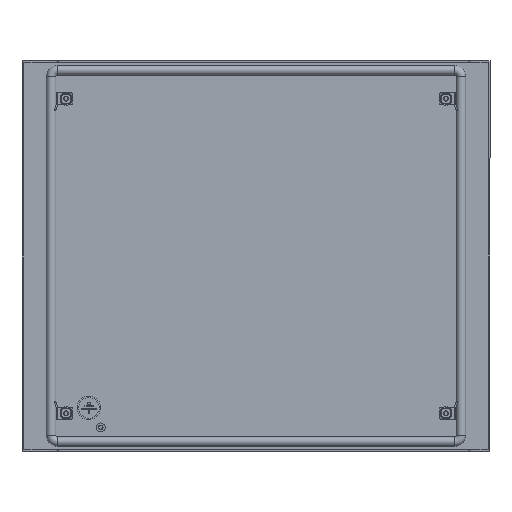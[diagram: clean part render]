
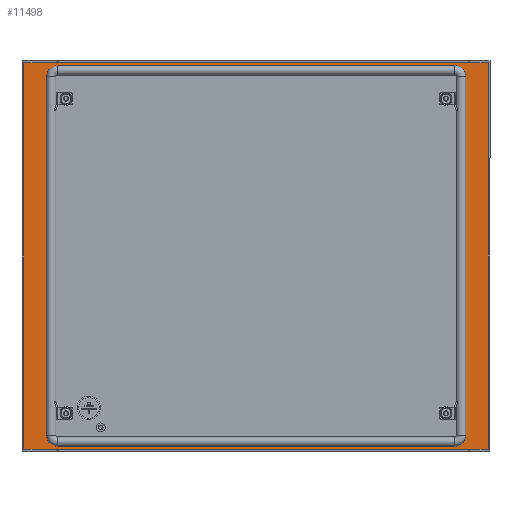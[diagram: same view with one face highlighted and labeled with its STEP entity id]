
A CAD part, left-side view. The second image highlights one B-rep face of the part: STEP entity #11498.
In plain terms, the highlighted planar face has unit normal (-1, 0, 0).
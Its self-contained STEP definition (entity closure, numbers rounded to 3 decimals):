
#521 = ORIENTED_EDGE ( 'NONE', *, *, #19057, .F. ) ;
#611 = EDGE_CURVE ( 'NONE', #15457, #4165, #3639, .T. ) ;
#651 = DIRECTION ( 'NONE',  ( 1., 0., 0. ) ) ;
#674 = FACE_BOUND ( 'NONE', #13754, .T. ) ;
#1150 = CARTESIAN_POINT ( 'NONE',  ( -2., 295.5, 0. ) ) ;
#1424 = CARTESIAN_POINT ( 'NONE',  ( -2., 0., -246. ) ) ;
#1692 = CARTESIAN_POINT ( 'NONE',  ( -2., -266.5, 228. ) ) ;
#1695 = VECTOR ( 'NONE', #1748, 1000. ) ;
#1748 = DIRECTION ( 'NONE',  ( 0., 1., 0. ) ) ;
#1754 = DIRECTION ( 'NONE',  ( 0., -1., 0. ) ) ;
#1846 = CARTESIAN_POINT ( 'NONE',  ( -2., 252.5, 228. ) ) ;
#2298 = EDGE_CURVE ( 'NONE', #3678, #7210, #4576, .T. ) ;
#2604 = ORIENTED_EDGE ( 'NONE', *, *, #5595, .T. ) ;
#2701 = EDGE_CURVE ( 'NONE', #17352, #3826, #10558, .T. ) ;
#3130 = VECTOR ( 'NONE', #11482, 1000. ) ;
#3139 = DIRECTION ( 'NONE',  ( 0., 0., -1. ) ) ;
#3245 = AXIS2_PLACEMENT_3D ( 'NONE', #11254, #9492, #1754 ) ;
#3307 = LINE ( 'NONE', #9587, #1695 ) ;
#3356 = AXIS2_PLACEMENT_3D ( 'NONE', #11912, #10469, #8806 ) ;
#3568 = CARTESIAN_POINT ( 'NONE',  ( -2., 266.5, -228. ) ) ;
#3632 = EDGE_LOOP ( 'NONE', ( #9411, #17648, #14220, #20205 ) ) ;
#3639 = LINE ( 'NONE', #19340, #3130 ) ;
#3678 = VERTEX_POINT ( 'NONE', #1692 ) ;
#3801 = VECTOR ( 'NONE', #14024, 1000. ) ;
#3826 = VERTEX_POINT ( 'NONE', #10253 ) ;
#4023 = ORIENTED_EDGE ( 'NONE', *, *, #11874, .T. ) ;
#4165 = VERTEX_POINT ( 'NONE', #8247 ) ;
#4576 = LINE ( 'NONE', #7559, #15420 ) ;
#4821 = VECTOR ( 'NONE', #6522, 1000. ) ;
#4959 = EDGE_CURVE ( 'NONE', #13965, #19649, #19474, .T. ) ;
#5081 = AXIS2_PLACEMENT_3D ( 'NONE', #14517, #8397, #9643 ) ;
#5374 = CARTESIAN_POINT ( 'NONE',  ( -2., 266.5, -228. ) ) ;
#5595 = EDGE_CURVE ( 'NONE', #20053, #16716, #8883, .T. ) ;
#6118 = EDGE_CURVE ( 'NONE', #19649, #17352, #6780, .T. ) ;
#6264 = CARTESIAN_POINT ( 'NONE',  ( -2., -266.5, -228. ) ) ;
#6522 = DIRECTION ( 'NONE',  ( 0., 0., 1. ) ) ;
#6576 = DIRECTION ( 'NONE',  ( 0., 0., 1. ) ) ;
#6721 = AXIS2_PLACEMENT_3D ( 'NONE', #8265, #651, #9931 ) ;
#6780 = LINE ( 'NONE', #13098, #18431 ) ;
#7210 = VERTEX_POINT ( 'NONE', #6264 ) ;
#7381 = ORIENTED_EDGE ( 'NONE', *, *, #2298, .T. ) ;
#7497 = EDGE_CURVE ( 'NONE', #4165, #16716, #12101, .T. ) ;
#7559 = CARTESIAN_POINT ( 'NONE',  ( -2., -266.5, 0. ) ) ;
#8124 = DIRECTION ( 'NONE',  ( -1., 0., 0. ) ) ;
#8247 = CARTESIAN_POINT ( 'NONE',  ( -2., 252.5, 242. ) ) ;
#8265 = CARTESIAN_POINT ( 'NONE',  ( -2., 252.5, -228. ) ) ;
#8397 = DIRECTION ( 'NONE',  ( 1., 0., 0. ) ) ;
#8461 = VECTOR ( 'NONE', #18418, 1000. ) ;
#8622 = CIRCLE ( 'NONE', #3356, 14. ) ;
#8806 = DIRECTION ( 'NONE',  ( 0., -1., 0. ) ) ;
#8883 = LINE ( 'NONE', #5374, #8461 ) ;
#8965 = EDGE_CURVE ( 'NONE', #3826, #13965, #15581, .T. ) ;
#9183 = VERTEX_POINT ( 'NONE', #18374 ) ;
#9364 = ORIENTED_EDGE ( 'NONE', *, *, #7497, .F. ) ;
#9411 = ORIENTED_EDGE ( 'NONE', *, *, #4959, .T. ) ;
#9492 = DIRECTION ( 'NONE',  ( 1., 0., 0. ) ) ;
#9587 = CARTESIAN_POINT ( 'NONE',  ( -2., -252.5, -242. ) ) ;
#9643 = DIRECTION ( 'NONE',  ( 0., 1., 0. ) ) ;
#9931 = DIRECTION ( 'NONE',  ( 0., 0., -1. ) ) ;
#10026 = CARTESIAN_POINT ( 'NONE',  ( -2., -252.5, 242. ) ) ;
#10132 = CARTESIAN_POINT ( 'NONE',  ( -2., -295.5, -246. ) ) ;
#10253 = CARTESIAN_POINT ( 'NONE',  ( -2., 295.5, -246. ) ) ;
#10375 = CIRCLE ( 'NONE', #6721, 14. ) ;
#10469 = DIRECTION ( 'NONE',  ( -1., 0., 0. ) ) ;
#10558 = LINE ( 'NONE', #1150, #20405 ) ;
#11020 = CARTESIAN_POINT ( 'NONE',  ( -2., -295.5, 246. ) ) ;
#11254 = CARTESIAN_POINT ( 'NONE',  ( -2., -252.5, -228. ) ) ;
#11302 = FACE_OUTER_BOUND ( 'NONE', #3632, .T. ) ;
#11482 = DIRECTION ( 'NONE',  ( 0., 1., 0. ) ) ;
#11498 = ADVANCED_FACE ( 'NONE', ( #11302, #674 ), #14833, .F. ) ;
#11874 = EDGE_CURVE ( 'NONE', #14918, #20053, #10375, .T. ) ;
#11912 = CARTESIAN_POINT ( 'NONE',  ( -2., -252.5, 228. ) ) ;
#12101 = CIRCLE ( 'NONE', #12762, 14. ) ;
#12762 = AXIS2_PLACEMENT_3D ( 'NONE', #1846, #8124, #6576 ) ;
#13098 = CARTESIAN_POINT ( 'NONE',  ( -2., 0., 246. ) ) ;
#13754 = EDGE_LOOP ( 'NONE', ( #521, #7381, #19412, #16156, #4023, #2604, #9364, #20406 ) ) ;
#13965 = VERTEX_POINT ( 'NONE', #10132 ) ;
#14024 = DIRECTION ( 'NONE',  ( 0., -1., 0. ) ) ;
#14220 = ORIENTED_EDGE ( 'NONE', *, *, #2701, .T. ) ;
#14309 = EDGE_CURVE ( 'NONE', #9183, #14918, #3307, .T. ) ;
#14517 = CARTESIAN_POINT ( 'NONE',  ( -2., 0., 0. ) ) ;
#14833 = PLANE ( 'NONE',  #5081 ) ;
#14918 = VERTEX_POINT ( 'NONE', #16802 ) ;
#15420 = VECTOR ( 'NONE', #3139, 1000. ) ;
#15457 = VERTEX_POINT ( 'NONE', #10026 ) ;
#15581 = LINE ( 'NONE', #1424, #3801 ) ;
#16148 = CARTESIAN_POINT ( 'NONE',  ( -2., 266.5, 228. ) ) ;
#16156 = ORIENTED_EDGE ( 'NONE', *, *, #14309, .T. ) ;
#16312 = DIRECTION ( 'NONE',  ( 0., 1., 0. ) ) ;
#16716 = VERTEX_POINT ( 'NONE', #16148 ) ;
#16802 = CARTESIAN_POINT ( 'NONE',  ( -2., 252.5, -242. ) ) ;
#17027 = EDGE_CURVE ( 'NONE', #7210, #9183, #19436, .T. ) ;
#17064 = DIRECTION ( 'NONE',  ( 0., 0., -1. ) ) ;
#17352 = VERTEX_POINT ( 'NONE', #18402 ) ;
#17648 = ORIENTED_EDGE ( 'NONE', *, *, #6118, .T. ) ;
#17825 = CARTESIAN_POINT ( 'NONE',  ( -2., -295.5, 0. ) ) ;
#18374 = CARTESIAN_POINT ( 'NONE',  ( -2., -252.5, -242. ) ) ;
#18402 = CARTESIAN_POINT ( 'NONE',  ( -2., 295.5, 246. ) ) ;
#18418 = DIRECTION ( 'NONE',  ( 0., 0., 1. ) ) ;
#18431 = VECTOR ( 'NONE', #16312, 1000. ) ;
#19057 = EDGE_CURVE ( 'NONE', #3678, #15457, #8622, .T. ) ;
#19340 = CARTESIAN_POINT ( 'NONE',  ( -2., -252.5, 242. ) ) ;
#19412 = ORIENTED_EDGE ( 'NONE', *, *, #17027, .T. ) ;
#19436 = CIRCLE ( 'NONE', #3245, 14. ) ;
#19474 = LINE ( 'NONE', #17825, #4821 ) ;
#19649 = VERTEX_POINT ( 'NONE', #11020 ) ;
#20053 = VERTEX_POINT ( 'NONE', #3568 ) ;
#20205 = ORIENTED_EDGE ( 'NONE', *, *, #8965, .T. ) ;
#20405 = VECTOR ( 'NONE', #17064, 1000. ) ;
#20406 = ORIENTED_EDGE ( 'NONE', *, *, #611, .F. ) ;
